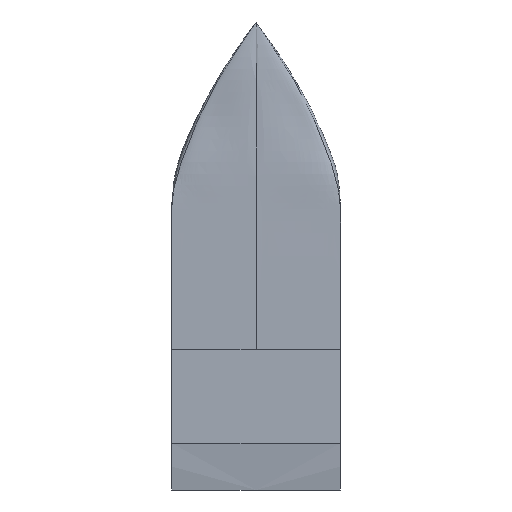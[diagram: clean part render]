
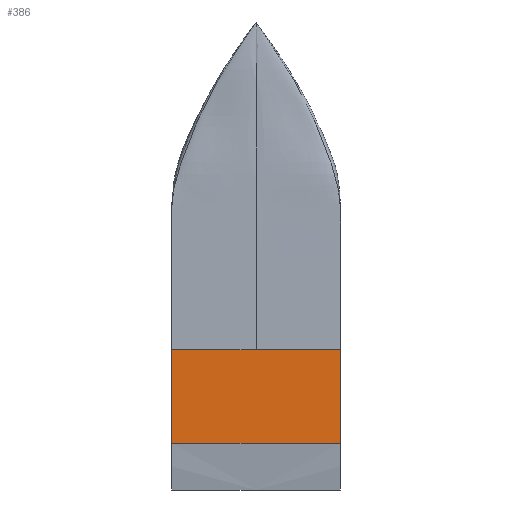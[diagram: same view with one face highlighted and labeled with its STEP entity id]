
A CAD part, top view. The second image highlights one B-rep face of the part: STEP entity #386.
In plain terms, the highlighted planar face has unit normal (0, 0, 1).
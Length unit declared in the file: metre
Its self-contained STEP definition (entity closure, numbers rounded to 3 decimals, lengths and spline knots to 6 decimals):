
#21=PLANE('',#405);
#37=LINE('',#2234,#58);
#38=LINE('',#2247,#59);
#42=LINE('',#4217,#63);
#43=LINE('',#4918,#64);
#44=LINE('',#9226,#65);
#58=VECTOR('',#425,0.01);
#59=VECTOR('',#428,0.01);
#63=VECTOR('',#432,0.01);
#64=VECTOR('',#433,0.01);
#65=VECTOR('',#436,0.01);
#85=FACE_OUTER_BOUND('',#107,.T.);
#107=EDGE_LOOP('',(#349,#350,#351,#352,#353));
#168=VERTEX_POINT('',#2210);
#169=VERTEX_POINT('',#2233);
#170=VERTEX_POINT('',#2246);
#174=VERTEX_POINT('',#3435);
#176=VERTEX_POINT('',#4181);
#214=EDGE_CURVE('',#169,#168,#37,.T.);
#216=EDGE_CURVE('',#169,#170,#38,.T.);
#225=EDGE_CURVE('',#176,#174,#42,.T.);
#226=EDGE_CURVE('',#170,#176,#43,.T.);
#237=EDGE_CURVE('',#168,#174,#44,.T.);
#349=ORIENTED_EDGE('',*,*,#214,.T.);
#350=ORIENTED_EDGE('',*,*,#237,.T.);
#351=ORIENTED_EDGE('',*,*,#225,.F.);
#352=ORIENTED_EDGE('',*,*,#226,.F.);
#353=ORIENTED_EDGE('',*,*,#216,.F.);
#386=ADVANCED_FACE('',(#85),#21,.T.);
#405=AXIS2_PLACEMENT_3D('',#9227,#437,#438);
#425=DIRECTION('',(1.,0.,0.));
#428=DIRECTION('',(0.,1.,0.));
#432=DIRECTION('',(1.,0.,0.));
#433=DIRECTION('',(1.,0.,0.));
#436=DIRECTION('',(0.,1.,0.));
#437=DIRECTION('center_axis',(0.,0.,1.));
#438=DIRECTION('ref_axis',(1.,0.,0.));
#2210=CARTESIAN_POINT('',(0.9,-4.5,0.55));
#2233=CARTESIAN_POINT('',(-0.9,-4.5,0.55));
#2234=CARTESIAN_POINT('',(-0.9,-4.5,0.55));
#2246=CARTESIAN_POINT('',(-0.9,-3.5,0.55));
#2247=CARTESIAN_POINT('',(-0.9,-5.,0.55));
#3435=CARTESIAN_POINT('',(0.9,-3.5,0.55));
#4181=CARTESIAN_POINT('',(0.,-3.5,0.55));
#4217=CARTESIAN_POINT('',(-0.9,-3.5,0.55));
#4918=CARTESIAN_POINT('',(-0.9,-3.5,0.55));
#9226=CARTESIAN_POINT('',(0.9,-5.,0.55));
#9227=CARTESIAN_POINT('Origin',(-0.9,-5.,0.55));
